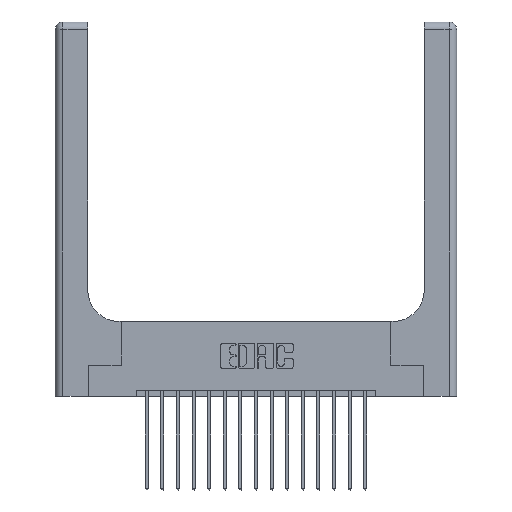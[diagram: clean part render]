
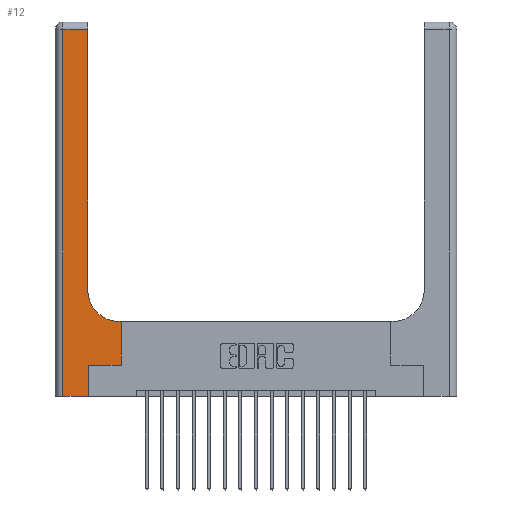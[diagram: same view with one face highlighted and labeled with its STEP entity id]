
A CAD part, top view. The second image highlights one B-rep face of the part: STEP entity #12.
In plain terms, the highlighted planar face has unit normal (0, 0, 1).
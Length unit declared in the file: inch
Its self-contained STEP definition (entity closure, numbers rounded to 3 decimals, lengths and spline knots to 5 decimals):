
#12 = ADVANCED_FACE ( 'NONE', ( #3251 ), #13403, .F. ) ;
#118 = VECTOR ( 'NONE', #5555, 39.37008 ) ;
#1154 = CARTESIAN_POINT ( 'NONE',  ( 0.51, 0.85, 0.37 ) ) ;
#1160 = VERTEX_POINT ( 'NONE', #15036 ) ;
#1259 = LINE ( 'NONE', #13023, #8236 ) ;
#1346 = ORIENTED_EDGE ( 'NONE', *, *, #2908, .T. ) ;
#1468 = EDGE_CURVE ( 'NONE', #2435, #7373, #1259, .T. ) ;
#1957 = CARTESIAN_POINT ( 'NONE',  ( 0.528, 0.6, 0.37 ) ) ;
#2075 = ORIENTED_EDGE ( 'NONE', *, *, #8133, .T. ) ;
#2184 = DIRECTION ( 'NONE',  ( 0., 1., 0. ) ) ;
#2385 = VERTEX_POINT ( 'NONE', #16505 ) ;
#2435 = VERTEX_POINT ( 'NONE', #1957 ) ;
#2607 = CARTESIAN_POINT ( 'NONE',  ( 0.26, 0.85, 0.37 ) ) ;
#2908 = EDGE_CURVE ( 'NONE', #16755, #16770, #8376, .T. ) ;
#2931 = CIRCLE ( 'NONE', #17118, 0.25 ) ;
#3251 = FACE_OUTER_BOUND ( 'NONE', #18436, .T. ) ;
#3505 = LINE ( 'NONE', #3608, #4019 ) ;
#3582 = EDGE_CURVE ( 'NONE', #10024, #1160, #11747, .T. ) ;
#3608 = CARTESIAN_POINT ( 'NONE',  ( 0.528, 0.25, 0.37 ) ) ;
#3716 = DIRECTION ( 'NONE',  ( 1., 0., 0. ) ) ;
#3766 = EDGE_CURVE ( 'NONE', #12479, #2435, #3505, .T. ) ;
#4019 = VECTOR ( 'NONE', #2184, 39.37008 ) ;
#4073 = CARTESIAN_POINT ( 'NONE',  ( 0.265, 0.25, 0.37 ) ) ;
#4250 = VECTOR ( 'NONE', #17359, 39.37008 ) ;
#5423 = LINE ( 'NONE', #9800, #8240 ) ;
#5555 = DIRECTION ( 'NONE',  ( 0., 1., 0. ) ) ;
#6250 = DIRECTION ( 'NONE',  ( 0., 0., -1. ) ) ;
#6505 = DIRECTION ( 'NONE',  ( 0., 1., 0. ) ) ;
#6917 = ORIENTED_EDGE ( 'NONE', *, *, #13617, .T. ) ;
#7061 = DIRECTION ( 'NONE',  ( -1., 0., 0. ) ) ;
#7373 = VERTEX_POINT ( 'NONE', #11495 ) ;
#7670 = EDGE_CURVE ( 'NONE', #18261, #12479, #15391, .T. ) ;
#8021 = VECTOR ( 'NONE', #17531, 39.37008 ) ;
#8133 = EDGE_CURVE ( 'NONE', #16770, #2385, #11401, .T. ) ;
#8236 = VECTOR ( 'NONE', #11284, 39.37008 ) ;
#8240 = VECTOR ( 'NONE', #6505, 39.37008 ) ;
#8376 = LINE ( 'NONE', #17429, #118 ) ;
#8484 = DIRECTION ( 'NONE',  ( 0., 0., -1. ) ) ;
#8586 = LINE ( 'NONE', #11479, #4250 ) ;
#8778 = ORIENTED_EDGE ( 'NONE', *, *, #9263, .T. ) ;
#8962 = ORIENTED_EDGE ( 'NONE', *, *, #3766, .T. ) ;
#9263 = EDGE_CURVE ( 'NONE', #1160, #18261, #5423, .T. ) ;
#9695 = EDGE_CURVE ( 'NONE', #2385, #10024, #8586, .T. ) ;
#9800 = CARTESIAN_POINT ( 'NONE',  ( 0.265, 0., 0.37 ) ) ;
#10024 = VERTEX_POINT ( 'NONE', #11077 ) ;
#10152 = CARTESIAN_POINT ( 'NONE',  ( 0.26, 2.94, 0.37 ) ) ;
#10654 = ORIENTED_EDGE ( 'NONE', *, *, #9695, .T. ) ;
#10730 = AXIS2_PLACEMENT_3D ( 'NONE', #11970, #6250, #12153 ) ;
#11077 = CARTESIAN_POINT ( 'NONE',  ( 0.06, 0., 0.37 ) ) ;
#11284 = DIRECTION ( 'NONE',  ( -1., 0., 0. ) ) ;
#11380 = DIRECTION ( 'NONE',  ( 1., 0., 0. ) ) ;
#11401 = LINE ( 'NONE', #12752, #18749 ) ;
#11479 = CARTESIAN_POINT ( 'NONE',  ( 0.06, 3., 0.37 ) ) ;
#11495 = CARTESIAN_POINT ( 'NONE',  ( 0.51, 0.6, 0.37 ) ) ;
#11747 = LINE ( 'NONE', #17627, #8021 ) ;
#11970 = CARTESIAN_POINT ( 'NONE',  ( 0., 3., 0.37 ) ) ;
#12153 = DIRECTION ( 'NONE',  ( -1., 0., 0. ) ) ;
#12479 = VERTEX_POINT ( 'NONE', #18707 ) ;
#12752 = CARTESIAN_POINT ( 'NONE',  ( 0., 2.94, 0.37 ) ) ;
#13023 = CARTESIAN_POINT ( 'NONE',  ( 0.26, 0.6, 0.37 ) ) ;
#13112 = ORIENTED_EDGE ( 'NONE', *, *, #3582, .T. ) ;
#13403 = PLANE ( 'NONE',  #10730 ) ;
#13617 = EDGE_CURVE ( 'NONE', #7373, #16755, #2931, .T. ) ;
#14559 = ORIENTED_EDGE ( 'NONE', *, *, #1468, .T. ) ;
#15036 = CARTESIAN_POINT ( 'NONE',  ( 0.265, 0., 0.37 ) ) ;
#15391 = LINE ( 'NONE', #15485, #19031 ) ;
#15485 = CARTESIAN_POINT ( 'NONE',  ( 0.265, 0.25, 0.37 ) ) ;
#16505 = CARTESIAN_POINT ( 'NONE',  ( 0.06, 2.94, 0.37 ) ) ;
#16755 = VERTEX_POINT ( 'NONE', #2607 ) ;
#16770 = VERTEX_POINT ( 'NONE', #10152 ) ;
#17118 = AXIS2_PLACEMENT_3D ( 'NONE', #1154, #8484, #11380 ) ;
#17359 = DIRECTION ( 'NONE',  ( 0., -1., 0. ) ) ;
#17372 = ORIENTED_EDGE ( 'NONE', *, *, #7670, .T. ) ;
#17429 = CARTESIAN_POINT ( 'NONE',  ( 0.26, 3., 0.37 ) ) ;
#17531 = DIRECTION ( 'NONE',  ( 1., 0., 0. ) ) ;
#17627 = CARTESIAN_POINT ( 'NONE',  ( 0., 0., 0.37 ) ) ;
#18261 = VERTEX_POINT ( 'NONE', #4073 ) ;
#18436 = EDGE_LOOP ( 'NONE', ( #1346, #2075, #10654, #13112, #8778, #17372, #8962, #14559, #6917 ) ) ;
#18707 = CARTESIAN_POINT ( 'NONE',  ( 0.528, 0.25, 0.37 ) ) ;
#18749 = VECTOR ( 'NONE', #7061, 39.37008 ) ;
#19031 = VECTOR ( 'NONE', #3716, 39.37008 ) ;
